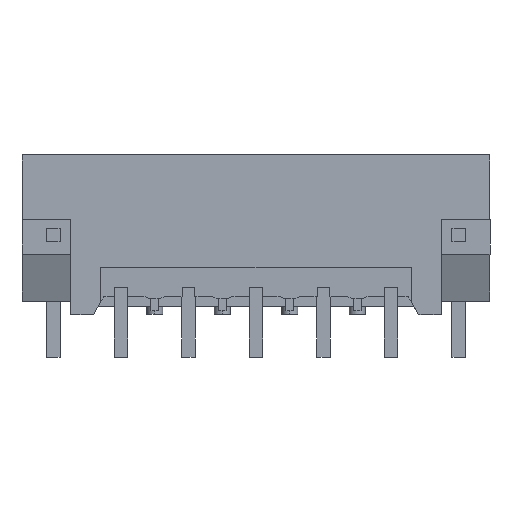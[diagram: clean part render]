
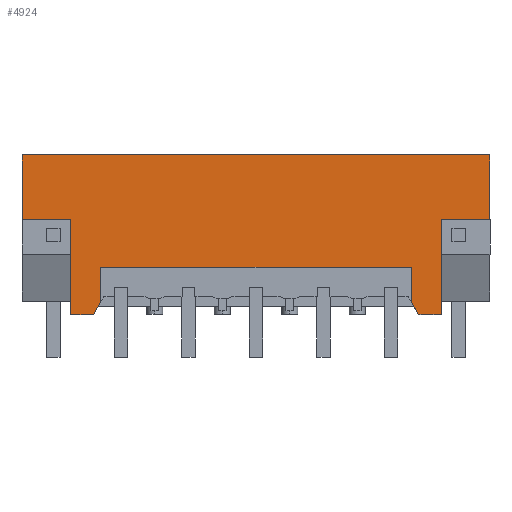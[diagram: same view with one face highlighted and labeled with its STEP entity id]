
A CAD part, front view. The second image highlights one B-rep face of the part: STEP entity #4924.
In plain terms, the highlighted planar face has unit normal (0, -1, 0).
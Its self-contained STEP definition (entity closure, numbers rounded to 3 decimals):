
#4878=AXIS2_PLACEMENT_3D('Plane Axis2P3D',#4875,#4876,#4877) ;
#1464=CARTESIAN_POINT('Vertex',(5.94,0.,4.181)) ;
#1467=CARTESIAN_POINT('Line Origine',(5.657,0.,3.691)) ;
#1471=CARTESIAN_POINT('Vertex',(5.373,0.,3.2)) ;
#1518=CARTESIAN_POINT('Line Origine',(4.517,0.,3.2)) ;
#1522=CARTESIAN_POINT('Vertex',(3.66,0.,3.2)) ;
#1563=CARTESIAN_POINT('Line Origine',(3.66,0.,6.773)) ;
#1567=CARTESIAN_POINT('Vertex',(3.66,0.,10.346)) ;
#1792=CARTESIAN_POINT('Vertex',(0.,0.,10.346)) ;
#1795=CARTESIAN_POINT('Line Origine',(0.,0.,12.773)) ;
#1799=CARTESIAN_POINT('Vertex',(0.,0.,15.2)) ;
#3050=CARTESIAN_POINT('Vertex',(35.2,0.,15.2)) ;
#3053=CARTESIAN_POINT('Line Origine',(35.2,0.,12.773)) ;
#3057=CARTESIAN_POINT('Vertex',(35.2,0.,10.346)) ;
#3286=CARTESIAN_POINT('Vertex',(31.54,0.,10.346)) ;
#3289=CARTESIAN_POINT('Line Origine',(31.54,0.,6.773)) ;
#3293=CARTESIAN_POINT('Vertex',(31.54,0.,3.2)) ;
#3328=CARTESIAN_POINT('Line Origine',(30.87,0.,3.2)) ;
#3332=CARTESIAN_POINT('Vertex',(30.2,0.,3.2)) ;
#3335=CARTESIAN_POINT('Line Origine',(30.013,0.,3.2)) ;
#3339=CARTESIAN_POINT('Vertex',(29.827,0.,3.2)) ;
#3410=CARTESIAN_POINT('Line Origine',(29.543,0.,3.691)) ;
#3414=CARTESIAN_POINT('Vertex',(29.26,0.,4.181)) ;
#4860=CARTESIAN_POINT('Vertex',(5.94,0.,6.75)) ;
#4863=CARTESIAN_POINT('Line Origine',(5.94,0.,5.466)) ;
#4875=CARTESIAN_POINT('Axis2P3D Location',(10.08,0.,3.2)) ;
#4880=CARTESIAN_POINT('Line Origine',(1.83,0.,10.346)) ;
#4885=CARTESIAN_POINT('Line Origine',(17.6,0.,6.75)) ;
#4889=CARTESIAN_POINT('Vertex',(29.26,0.,6.75)) ;
#4892=CARTESIAN_POINT('Line Origine',(29.26,0.,5.466)) ;
#4897=CARTESIAN_POINT('Line Origine',(33.37,0.,10.346)) ;
#4902=CARTESIAN_POINT('Line Origine',(17.6,0.,15.2)) ;
#1468=DIRECTION('Vector Direction',(-0.5,0.,-0.866)) ;
#1519=DIRECTION('Vector Direction',(1.,0.,0.)) ;
#1564=DIRECTION('Vector Direction',(0.,0.,1.)) ;
#1796=DIRECTION('Vector Direction',(0.,0.,1.)) ;
#3054=DIRECTION('Vector Direction',(0.,0.,1.)) ;
#3290=DIRECTION('Vector Direction',(0.,0.,1.)) ;
#3329=DIRECTION('Vector Direction',(-1.,0.,0.)) ;
#3336=DIRECTION('Vector Direction',(1.,0.,0.)) ;
#3411=DIRECTION('Vector Direction',(-0.5,0.,0.866)) ;
#4864=DIRECTION('Vector Direction',(0.,0.,-1.)) ;
#4876=DIRECTION('Axis2P3D Direction',(0.,1.,0.)) ;
#4877=DIRECTION('Axis2P3D XDirection',(0.,0.,-1.)) ;
#4881=DIRECTION('Vector Direction',(1.,0.,0.)) ;
#4886=DIRECTION('Vector Direction',(-1.,0.,0.)) ;
#4893=DIRECTION('Vector Direction',(0.,0.,1.)) ;
#4898=DIRECTION('Vector Direction',(-1.,0.,0.)) ;
#4903=DIRECTION('Vector Direction',(-1.,0.,0.)) ;
#1469=VECTOR('Line Direction',#1468,1.) ;
#1520=VECTOR('Line Direction',#1519,1.) ;
#1565=VECTOR('Line Direction',#1564,1.) ;
#1797=VECTOR('Line Direction',#1796,1.) ;
#3055=VECTOR('Line Direction',#3054,1.) ;
#3291=VECTOR('Line Direction',#3290,1.) ;
#3330=VECTOR('Line Direction',#3329,1.) ;
#3337=VECTOR('Line Direction',#3336,1.) ;
#3412=VECTOR('Line Direction',#3411,1.) ;
#4865=VECTOR('Line Direction',#4864,1.) ;
#4882=VECTOR('Line Direction',#4881,1.) ;
#4887=VECTOR('Line Direction',#4886,1.) ;
#4894=VECTOR('Line Direction',#4893,1.) ;
#4899=VECTOR('Line Direction',#4898,1.) ;
#4904=VECTOR('Line Direction',#4903,1.) ;
#4908=ORIENTED_EDGE('',*,*,#1801,.F.) ;
#4909=ORIENTED_EDGE('',*,*,#4884,.T.) ;
#4910=ORIENTED_EDGE('',*,*,#1569,.F.) ;
#4911=ORIENTED_EDGE('',*,*,#1524,.T.) ;
#4912=ORIENTED_EDGE('',*,*,#1473,.F.) ;
#4913=ORIENTED_EDGE('',*,*,#4867,.F.) ;
#4914=ORIENTED_EDGE('',*,*,#4891,.F.) ;
#4915=ORIENTED_EDGE('',*,*,#4896,.F.) ;
#4916=ORIENTED_EDGE('',*,*,#3416,.F.) ;
#4917=ORIENTED_EDGE('',*,*,#3341,.T.) ;
#4918=ORIENTED_EDGE('',*,*,#3334,.F.) ;
#4919=ORIENTED_EDGE('',*,*,#3295,.T.) ;
#4920=ORIENTED_EDGE('',*,*,#4901,.F.) ;
#4921=ORIENTED_EDGE('',*,*,#3059,.T.) ;
#4922=ORIENTED_EDGE('',*,*,#4906,.T.) ;
#4924=ADVANCED_FACE('HOUSING',(#4923),#4879,.F.) ;
#1473=EDGE_CURVE('',#1465,#1472,#1470,.T.) ;
#1524=EDGE_CURVE('',#1523,#1472,#1521,.T.) ;
#1569=EDGE_CURVE('',#1523,#1568,#1566,.T.) ;
#1801=EDGE_CURVE('',#1793,#1800,#1798,.T.) ;
#3059=EDGE_CURVE('',#3058,#3051,#3056,.T.) ;
#3295=EDGE_CURVE('',#3294,#3287,#3292,.T.) ;
#3334=EDGE_CURVE('',#3294,#3333,#3331,.T.) ;
#3341=EDGE_CURVE('',#3340,#3333,#3338,.T.) ;
#3416=EDGE_CURVE('',#3340,#3415,#3413,.T.) ;
#4867=EDGE_CURVE('',#4861,#1465,#4866,.T.) ;
#4884=EDGE_CURVE('',#1793,#1568,#4883,.T.) ;
#4891=EDGE_CURVE('',#4890,#4861,#4888,.T.) ;
#4896=EDGE_CURVE('',#3415,#4890,#4895,.T.) ;
#4901=EDGE_CURVE('',#3058,#3287,#4900,.T.) ;
#4906=EDGE_CURVE('',#3051,#1800,#4905,.T.) ;
#4907=EDGE_LOOP('',(#4908,#4909,#4910,#4911,#4912,#4913,#4914,#4915,#4916,#4917,#4918,#4919,#4920,#4921,#4922)) ;
#4923=FACE_OUTER_BOUND('',#4907,.T.) ;
#1470=LINE('Line',#1467,#1469) ;
#1521=LINE('Line',#1518,#1520) ;
#1566=LINE('Line',#1563,#1565) ;
#1798=LINE('Line',#1795,#1797) ;
#3056=LINE('Line',#3053,#3055) ;
#3292=LINE('Line',#3289,#3291) ;
#3331=LINE('Line',#3328,#3330) ;
#3338=LINE('Line',#3335,#3337) ;
#3413=LINE('Line',#3410,#3412) ;
#4866=LINE('Line',#4863,#4865) ;
#4883=LINE('Line',#4880,#4882) ;
#4888=LINE('Line',#4885,#4887) ;
#4895=LINE('Line',#4892,#4894) ;
#4900=LINE('Line',#4897,#4899) ;
#4905=LINE('Line',#4902,#4904) ;
#4879=PLANE('',#4878) ;
#1465=VERTEX_POINT('',#1464) ;
#1472=VERTEX_POINT('',#1471) ;
#1523=VERTEX_POINT('',#1522) ;
#1568=VERTEX_POINT('',#1567) ;
#1793=VERTEX_POINT('',#1792) ;
#1800=VERTEX_POINT('',#1799) ;
#3051=VERTEX_POINT('',#3050) ;
#3058=VERTEX_POINT('',#3057) ;
#3287=VERTEX_POINT('',#3286) ;
#3294=VERTEX_POINT('',#3293) ;
#3333=VERTEX_POINT('',#3332) ;
#3340=VERTEX_POINT('',#3339) ;
#3415=VERTEX_POINT('',#3414) ;
#4861=VERTEX_POINT('',#4860) ;
#4890=VERTEX_POINT('',#4889) ;
